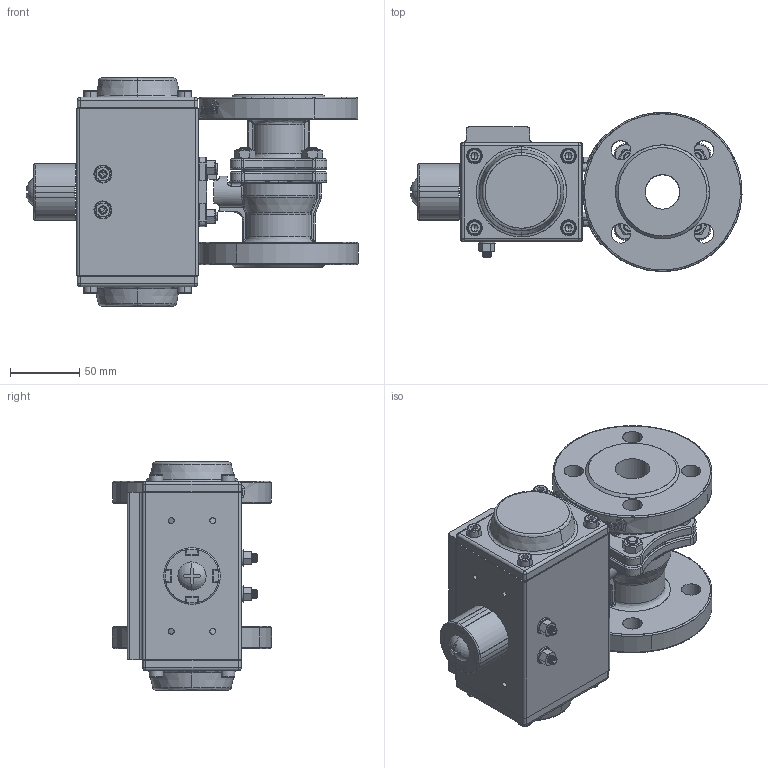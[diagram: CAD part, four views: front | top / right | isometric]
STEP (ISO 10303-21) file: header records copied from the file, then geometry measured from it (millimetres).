
FILE_DESCRIPTION (( 'STEP AP214' ), '1' );
FILE_NAME ('PK05_DN25 (PK05010005).STEP', '2022-04-28T07:43:19', ( '' ), ( '' ), 'SwSTEP 2.0', 'SolidWorks 2021', '' );
FILE_SCHEMA (( 'AUTOMOTIVE_DESIGN' ));
Length unit declared in the file: metre
Products named in the file (1): PK05_DN25 (PK05010005)
Bounding box: 240.19 x 115.06 x 165 mm (x, y, z)
Surface area: 183594.1 mm2 (no closed solid volume)
Topology: 0 solids, 738 shells, 969 faces, 4297 edges, 3980 vertices
Faces by surface type: cylinder 294, bspline 290, plane 263, cone 120, sphere 2
Entity records: 89872 total; most frequent: CARTESIAN_POINT 48432, DIRECTION 5362, ORIENTED_EDGE 4721, EDGE_CURVE 4265, VERTEX_POINT 3980, AXIS2_PLACEMENT_3D 1967, B_SPLINE_CURVE_WITH_KNOTS 1548, LINE 1428
